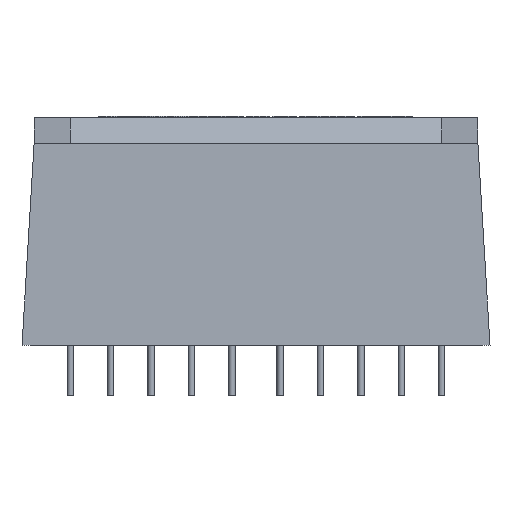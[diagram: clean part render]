
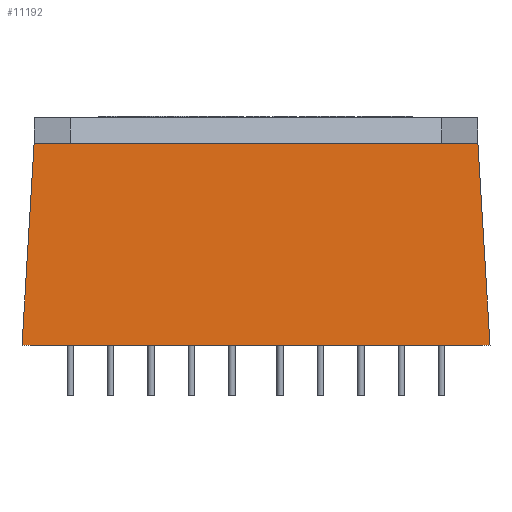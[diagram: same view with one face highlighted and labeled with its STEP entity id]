
A CAD part, front view. The second image highlights one B-rep face of the part: STEP entity #11192.
In plain terms, the highlighted planar face has unit normal (0, -0.998, 0.06).
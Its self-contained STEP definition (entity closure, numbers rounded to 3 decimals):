
#1090=FACE_OUTER_BOUND('',#1758,.T.);
#1758=EDGE_LOOP('',(#7727,#7728,#7729,#7730,#7731,#7732));
#2392=LINE('',#14380,#3496);
#2407=LINE('',#14409,#3511);
#2458=LINE('',#14510,#3562);
#2536=LINE('',#14668,#3640);
#2537=LINE('',#14670,#3641);
#2539=LINE('',#14673,#3643);
#3496=VECTOR('',#12361,10.);
#3511=VECTOR('',#12390,10.);
#3562=VECTOR('',#12475,10.);
#3640=VECTOR('',#12613,10.);
#3641=VECTOR('',#12616,10.);
#3643=VECTOR('',#12620,10.);
#4599=VERTEX_POINT('',#14377);
#4600=VERTEX_POINT('',#14379);
#4607=VERTEX_POINT('',#14408);
#4640=VERTEX_POINT('',#14505);
#4688=VERTEX_POINT('',#14662);
#4690=VERTEX_POINT('',#14666);
#5728=EDGE_CURVE('',#4599,#4600,#2392,.T.);
#5743=EDGE_CURVE('',#4600,#4607,#2407,.T.);
#5794=EDGE_CURVE('',#4607,#4640,#2458,.T.);
#5872=EDGE_CURVE('',#4688,#4690,#2536,.T.);
#5873=EDGE_CURVE('',#4688,#4599,#2537,.T.);
#5875=EDGE_CURVE('',#4690,#4640,#2539,.T.);
#7727=ORIENTED_EDGE('',*,*,#5872,.T.);
#7728=ORIENTED_EDGE('',*,*,#5875,.T.);
#7729=ORIENTED_EDGE('',*,*,#5794,.F.);
#7730=ORIENTED_EDGE('',*,*,#5743,.F.);
#7731=ORIENTED_EDGE('',*,*,#5728,.F.);
#7732=ORIENTED_EDGE('',*,*,#5873,.F.);
#10822=PLANE('',#11915);
#11192=ADVANCED_FACE('',(#1090),#10822,.T.);
#11915=AXIS2_PLACEMENT_3D('',#14672,#12618,#12619);
#12361=DIRECTION('',(1.,0.,0.));
#12390=DIRECTION('',(1.,0.,0.));
#12475=DIRECTION('',(1.,0.,0.));
#12613=DIRECTION('',(1.,0.,0.));
#12616=DIRECTION('',(0.06,0.06,0.996));
#12618=DIRECTION('center_axis',(0.,-0.998,0.06));
#12619=DIRECTION('ref_axis',(0.,-0.06,-0.998));
#12620=DIRECTION('',(-0.06,0.06,0.996));
#14377=CARTESIAN_POINT('',(-27.5,-34.,25.));
#14379=CARTESIAN_POINT('',(-23.,-34.,25.));
#14380=CARTESIAN_POINT('',(27.5,-34.,25.));
#14408=CARTESIAN_POINT('',(23.,-34.,25.));
#14409=CARTESIAN_POINT('',(27.5,-34.,25.));
#14505=CARTESIAN_POINT('',(27.5,-34.,25.));
#14510=CARTESIAN_POINT('',(27.5,-34.,25.));
#14662=CARTESIAN_POINT('',(-29.,-35.5,0.));
#14666=CARTESIAN_POINT('',(29.,-35.5,0.));
#14668=CARTESIAN_POINT('',(-29.,-35.5,0.));
#14670=CARTESIAN_POINT('',(-29.,-35.5,0.));
#14672=CARTESIAN_POINT('Origin',(-29.,-35.5,0.));
#14673=CARTESIAN_POINT('',(29.,-35.5,0.));
